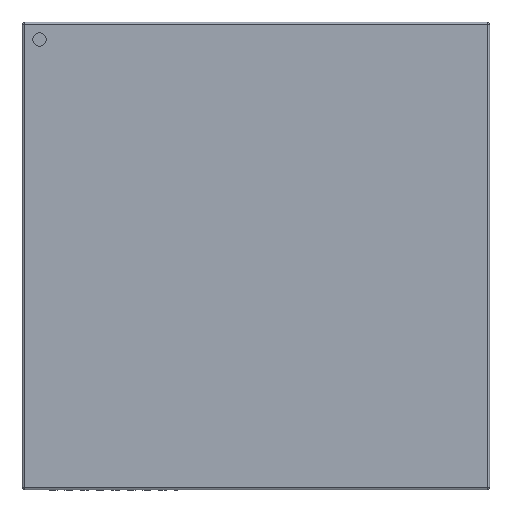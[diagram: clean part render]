
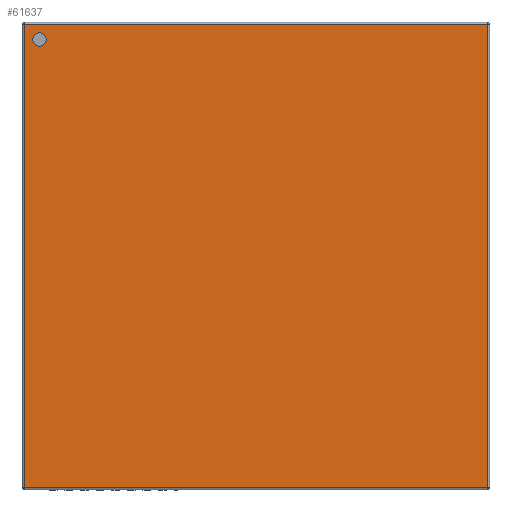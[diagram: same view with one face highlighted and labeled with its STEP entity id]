
A CAD part, top view. The second image highlights one B-rep face of the part: STEP entity #61637.
In plain terms, the highlighted planar face has unit normal (0, 0, 1).
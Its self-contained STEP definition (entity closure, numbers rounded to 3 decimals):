
#13222 = CYLINDRICAL_SURFACE('',#13223,0.05);
#13223 = AXIS2_PLACEMENT_3D('',#13224,#13225,#13226);
#13224 = CARTESIAN_POINT('',(-5.99,5.94,0.83));
#13225 = DIRECTION('',(1.,0.,0.));
#13226 = DIRECTION('',(0.,1.,0.));
#52789 = VERTEX_POINT('',#52790);
#52790 = CARTESIAN_POINT('',(-5.94,5.94,0.88));
#52812 = EDGE_CURVE('',#52789,#52813,#52815,.T.);
#52813 = VERTEX_POINT('',#52814);
#52814 = CARTESIAN_POINT('',(5.94,5.94,0.88));
#52815 = SURFACE_CURVE('',#52816,(#52820,#52827),.PCURVE_S1.);
#52816 = LINE('',#52817,#52818);
#52817 = CARTESIAN_POINT('',(-5.99,5.94,0.88));
#52818 = VECTOR('',#52819,1.);
#52819 = DIRECTION('',(1.,0.,0.));
#52820 = PCURVE('',#13222,#52821);
#52821 = DEFINITIONAL_REPRESENTATION('',(#52822),#52826);
#52822 = LINE('',#52823,#52824);
#52823 = CARTESIAN_POINT('',(1.571,0.));
#52824 = VECTOR('',#52825,1.);
#52825 = DIRECTION('',(0.,1.));
#52826 = ( GEOMETRIC_REPRESENTATION_CONTEXT(2) 
PARAMETRIC_REPRESENTATION_CONTEXT() REPRESENTATION_CONTEXT('2D SPACE',''
  ) );
#52827 = PCURVE('',#52828,#52833);
#52828 = PLANE('',#52829);
#52829 = AXIS2_PLACEMENT_3D('',#52830,#52831,#52832);
#52830 = CARTESIAN_POINT('',(-5.99,-5.99,0.88));
#52831 = DIRECTION('',(0.,0.,1.));
#52832 = DIRECTION('',(1.,0.,0.));
#52833 = DEFINITIONAL_REPRESENTATION('',(#52834),#52838);
#52834 = LINE('',#52835,#52836);
#52835 = CARTESIAN_POINT('',(0.,11.93));
#52836 = VECTOR('',#52837,1.);
#52837 = DIRECTION('',(1.,0.));
#52838 = ( GEOMETRIC_REPRESENTATION_CONTEXT(2) 
PARAMETRIC_REPRESENTATION_CONTEXT() REPRESENTATION_CONTEXT('2D SPACE',''
  ) );
#54304 = CYLINDRICAL_SURFACE('',#54305,0.05);
#54305 = AXIS2_PLACEMENT_3D('',#54306,#54307,#54308);
#54306 = CARTESIAN_POINT('',(-5.94,-5.94,0.83));
#54307 = DIRECTION('',(0.,1.,0.));
#54308 = DIRECTION('',(-1.,0.,0.));
#54445 = CYLINDRICAL_SURFACE('',#54446,0.05);
#54446 = AXIS2_PLACEMENT_3D('',#54447,#54448,#54449);
#54447 = CARTESIAN_POINT('',(-5.99,-5.94,0.83));
#54448 = DIRECTION('',(1.,0.,0.));
#54449 = DIRECTION('',(0.,-1.,0.));
#59065 = CYLINDRICAL_SURFACE('',#59066,0.05);
#59066 = AXIS2_PLACEMENT_3D('',#59067,#59068,#59069);
#59067 = CARTESIAN_POINT('',(5.94,-5.94,0.83));
#59068 = DIRECTION('',(0.,1.,0.));
#59069 = DIRECTION('',(0.,0.,1.));
#61637 = ADVANCED_FACE('',(#61638,#61708),#52828,.T.);
#61638 = FACE_BOUND('',#61639,.T.);
#61639 = EDGE_LOOP('',(#61640,#61665,#61686,#61687));
#61640 = ORIENTED_EDGE('',*,*,#61641,.T.);
#61641 = EDGE_CURVE('',#61642,#61644,#61646,.T.);
#61642 = VERTEX_POINT('',#61643);
#61643 = CARTESIAN_POINT('',(-5.94,-5.94,0.88));
#61644 = VERTEX_POINT('',#61645);
#61645 = CARTESIAN_POINT('',(5.94,-5.94,0.88));
#61646 = SURFACE_CURVE('',#61647,(#61651,#61658),.PCURVE_S1.);
#61647 = LINE('',#61648,#61649);
#61648 = CARTESIAN_POINT('',(-5.99,-5.94,0.88));
#61649 = VECTOR('',#61650,1.);
#61650 = DIRECTION('',(1.,0.,0.));
#61651 = PCURVE('',#52828,#61652);
#61652 = DEFINITIONAL_REPRESENTATION('',(#61653),#61657);
#61653 = LINE('',#61654,#61655);
#61654 = CARTESIAN_POINT('',(0.,0.05));
#61655 = VECTOR('',#61656,1.);
#61656 = DIRECTION('',(1.,0.));
#61657 = ( GEOMETRIC_REPRESENTATION_CONTEXT(2) 
PARAMETRIC_REPRESENTATION_CONTEXT() REPRESENTATION_CONTEXT('2D SPACE',''
  ) );
#61658 = PCURVE('',#54445,#61659);
#61659 = DEFINITIONAL_REPRESENTATION('',(#61660),#61664);
#61660 = LINE('',#61661,#61662);
#61661 = CARTESIAN_POINT('',(-1.571,0.));
#61662 = VECTOR('',#61663,1.);
#61663 = DIRECTION('',(-0.,1.));
#61664 = ( GEOMETRIC_REPRESENTATION_CONTEXT(2) 
PARAMETRIC_REPRESENTATION_CONTEXT() REPRESENTATION_CONTEXT('2D SPACE',''
  ) );
#61665 = ORIENTED_EDGE('',*,*,#61666,.T.);
#61666 = EDGE_CURVE('',#61644,#52813,#61667,.T.);
#61667 = SURFACE_CURVE('',#61668,(#61672,#61679),.PCURVE_S1.);
#61668 = LINE('',#61669,#61670);
#61669 = CARTESIAN_POINT('',(5.94,-5.94,0.88));
#61670 = VECTOR('',#61671,1.);
#61671 = DIRECTION('',(0.,1.,0.));
#61672 = PCURVE('',#52828,#61673);
#61673 = DEFINITIONAL_REPRESENTATION('',(#61674),#61678);
#61674 = LINE('',#61675,#61676);
#61675 = CARTESIAN_POINT('',(11.93,0.05));
#61676 = VECTOR('',#61677,1.);
#61677 = DIRECTION('',(0.,1.));
#61678 = ( GEOMETRIC_REPRESENTATION_CONTEXT(2) 
PARAMETRIC_REPRESENTATION_CONTEXT() REPRESENTATION_CONTEXT('2D SPACE',''
  ) );
#61679 = PCURVE('',#59065,#61680);
#61680 = DEFINITIONAL_REPRESENTATION('',(#61681),#61685);
#61681 = LINE('',#61682,#61683);
#61682 = CARTESIAN_POINT('',(0.,0.));
#61683 = VECTOR('',#61684,1.);
#61684 = DIRECTION('',(0.,1.));
#61685 = ( GEOMETRIC_REPRESENTATION_CONTEXT(2) 
PARAMETRIC_REPRESENTATION_CONTEXT() REPRESENTATION_CONTEXT('2D SPACE',''
  ) );
#61686 = ORIENTED_EDGE('',*,*,#52812,.F.);
#61687 = ORIENTED_EDGE('',*,*,#61688,.F.);
#61688 = EDGE_CURVE('',#61642,#52789,#61689,.T.);
#61689 = SURFACE_CURVE('',#61690,(#61694,#61701),.PCURVE_S1.);
#61690 = LINE('',#61691,#61692);
#61691 = CARTESIAN_POINT('',(-5.94,-5.94,0.88));
#61692 = VECTOR('',#61693,1.);
#61693 = DIRECTION('',(0.,1.,0.));
#61694 = PCURVE('',#52828,#61695);
#61695 = DEFINITIONAL_REPRESENTATION('',(#61696),#61700);
#61696 = LINE('',#61697,#61698);
#61697 = CARTESIAN_POINT('',(0.05,0.05));
#61698 = VECTOR('',#61699,1.);
#61699 = DIRECTION('',(0.,1.));
#61700 = ( GEOMETRIC_REPRESENTATION_CONTEXT(2) 
PARAMETRIC_REPRESENTATION_CONTEXT() REPRESENTATION_CONTEXT('2D SPACE',''
  ) );
#61701 = PCURVE('',#54304,#61702);
#61702 = DEFINITIONAL_REPRESENTATION('',(#61703),#61707);
#61703 = LINE('',#61704,#61705);
#61704 = CARTESIAN_POINT('',(1.571,0.));
#61705 = VECTOR('',#61706,1.);
#61706 = DIRECTION('',(0.,1.));
#61707 = ( GEOMETRIC_REPRESENTATION_CONTEXT(2) 
PARAMETRIC_REPRESENTATION_CONTEXT() REPRESENTATION_CONTEXT('2D SPACE',''
  ) );
#61708 = FACE_BOUND('',#61709,.T.);
#61709 = EDGE_LOOP('',(#61710));
#61710 = ORIENTED_EDGE('',*,*,#61711,.F.);
#61711 = EDGE_CURVE('',#61712,#61712,#61714,.T.);
#61712 = VERTEX_POINT('',#61713);
#61713 = CARTESIAN_POINT('',(-5.375,-5.55,0.88));
#61714 = SURFACE_CURVE('',#61715,(#61720,#61727),.PCURVE_S1.);
#61715 = CIRCLE('',#61716,0.175);
#61716 = AXIS2_PLACEMENT_3D('',#61717,#61718,#61719);
#61717 = CARTESIAN_POINT('',(-5.55,-5.55,0.88));
#61718 = DIRECTION('',(0.,-0.,1.));
#61719 = DIRECTION('',(1.,0.,0.));
#61720 = PCURVE('',#52828,#61721);
#61721 = DEFINITIONAL_REPRESENTATION('',(#61722),#61726);
#61722 = CIRCLE('',#61723,0.175);
#61723 = AXIS2_PLACEMENT_2D('',#61724,#61725);
#61724 = CARTESIAN_POINT('',(0.44,0.44));
#61725 = DIRECTION('',(1.,0.));
#61726 = ( GEOMETRIC_REPRESENTATION_CONTEXT(2) 
PARAMETRIC_REPRESENTATION_CONTEXT() REPRESENTATION_CONTEXT('2D SPACE',''
  ) );
#61727 = PCURVE('',#61728,#61733);
#61728 = CYLINDRICAL_SURFACE('',#61729,0.175);
#61729 = AXIS2_PLACEMENT_3D('',#61730,#61731,#61732);
#61730 = CARTESIAN_POINT('',(-5.55,-5.55,0.88));
#61731 = DIRECTION('',(-0.,-0.,-1.));
#61732 = DIRECTION('',(1.,0.,0.));
#61733 = DEFINITIONAL_REPRESENTATION('',(#61734),#61738);
#61734 = LINE('',#61735,#61736);
#61735 = CARTESIAN_POINT('',(-0.,0.));
#61736 = VECTOR('',#61737,1.);
#61737 = DIRECTION('',(-1.,0.));
#61738 = ( GEOMETRIC_REPRESENTATION_CONTEXT(2) 
PARAMETRIC_REPRESENTATION_CONTEXT() REPRESENTATION_CONTEXT('2D SPACE',''
  ) );
